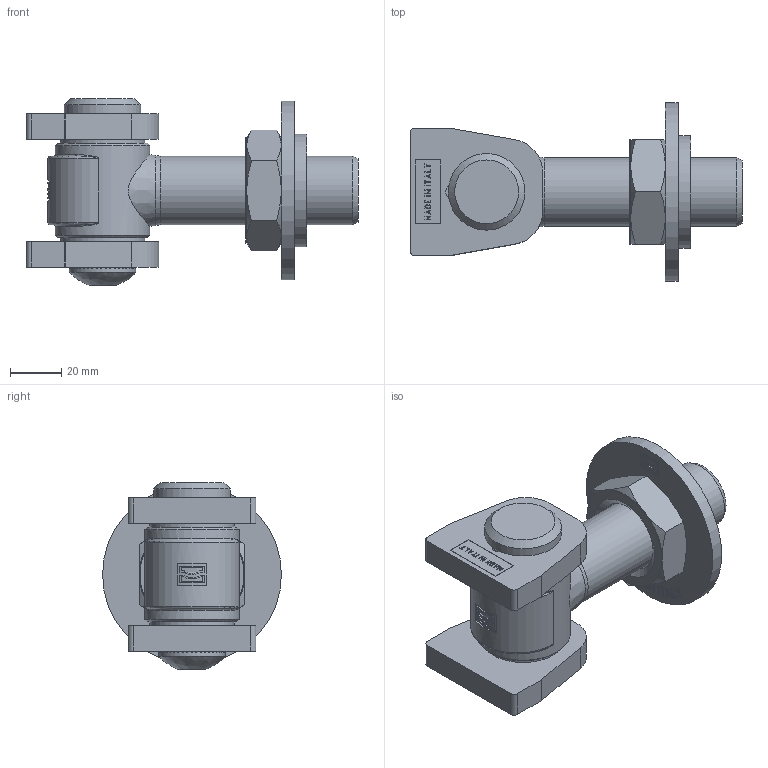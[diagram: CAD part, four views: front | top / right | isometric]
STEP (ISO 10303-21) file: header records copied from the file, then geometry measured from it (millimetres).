
FILE_DESCRIPTION(/* description */ ('160-M27 ZINCATO - CARDINE '),/* implementation_level */ '2;1');
FILE_NAME(/* name */ '10810015 001.stp',/* time_stamp */ '2023-11-30T14:40:52+01:00',/* author */ ('gcocco'),/* organization */ (''),/* preprocessor_version */ 'ST-DEVELOPER v19.2',/* originating_system */ 'Autodesk Inventor 2023',/* authorisation */ '');
FILE_SCHEMA (('AUTOMOTIVE_DESIGN { 1 0 10303 214 3 1 1 }'));
Length unit declared in the file: millimetre
Products named in the file (10): 10810015  001; 28401015  001; 21501003  001; 22501205; 23000515; 26401103; 33802019  001; 23802008  001; 23301506  001; 23100570  001
Assembly tree (11 placements, depth 3):
  10810015  001
    28401015  001
    21501003  001
    22501205
    23000515  x2
    26401103  x2
    33802019  001
      23802008  001
      23301506  001
      23100570  001
Bounding box: 130 x 70 x 73.18 mm (x, y, z)
Volume: 178771 mm3; surface area: 57751.8 mm2
Topology: 10 solids, 10 shells, 1207 faces, 3362 edges, 2236 vertices
Faces by surface type: plane 1009, cone 117, cylinder 53, bspline 20, torus 7, sphere 1
Full cylindrical faces by diameter (mm): 8.376 x1, 10 x1, 12 x1, 19.5 x1, 19.85 x1, 20.5 x2, 23.752 x1, 26 x1, 27 x1, 30 x1, 33 x2, 34.5 x1, 34.7 x1, 35.9 x1, 36.2 x1, 37 x1, 44.2 x1, 70 x1
Entity records: 34856 total; most frequent: CARTESIAN_POINT 6643, ORIENTED_EDGE 5954, DIRECTION 5619, EDGE_CURVE 2977, LINE 2303, VECTOR 2303, VERTEX_POINT 1980, AXIS2_PLACEMENT_3D 1658
